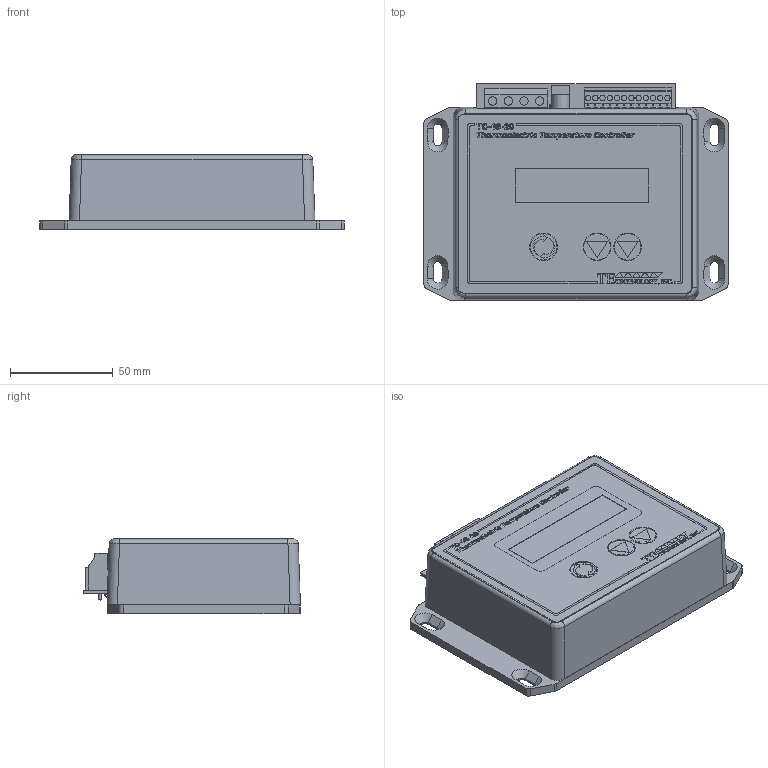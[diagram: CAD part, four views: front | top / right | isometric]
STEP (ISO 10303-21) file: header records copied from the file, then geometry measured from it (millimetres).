
FILE_DESCRIPTION(/* description */ ('Alibre Inc.'),/* implementation_level */ '2;1');
FILE_NAME(/* name */ 'export-C167380D-857F-410D-89A2-177158153AB3',/* time_stamp */ '2022-01-18T15:31:45-05:00',/* author */ (''),/* organization */ (''),/* preprocessor_version */ 'ST-DEVELOPER v17',/* originating_system */ 'Alibre',/* authorisation */ '');
FILE_SCHEMA (('AUTOMOTIVE_DESIGN'));
Length unit declared in the file: inch
Bounding box: 148.01 x 105.42 x 36.55 mm (x, y, z)
Volume: 110947.2 mm3; surface area: 119207 mm2
Topology: 84 solids, 84 shells, 1359 faces, 3369 edges, 2240 vertices
Faces by surface type: plane 982, cylinder 191, bspline 149, cone 37
Full cylindrical faces by diameter (mm): 0.342 x1, 1.001 x12, 1.118 x12, 1.219 x2, 1.295 x4, 1.499 x3, 1.575 x2, 2.261 x4, 2.489 x1, 2.642 x16, 2.946 x4, 3.302 x4, 3.505 x4, 4.064 x4, 6.35 x4, 6.502 x1, 12.7 x3, 12.954 x3, 13.462 x3
Entity records: 43311 total; most frequent: CARTESIAN_POINT 13081, ORIENTED_EDGE 6388, DIRECTION 4693, EDGE_CURVE 3194, VECTOR 2440, LINE 2440, VERTEX_POINT 2193, FACE_BOUND 1641
